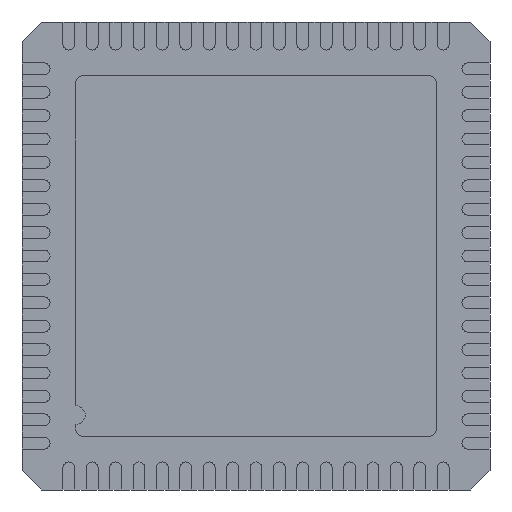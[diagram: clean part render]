
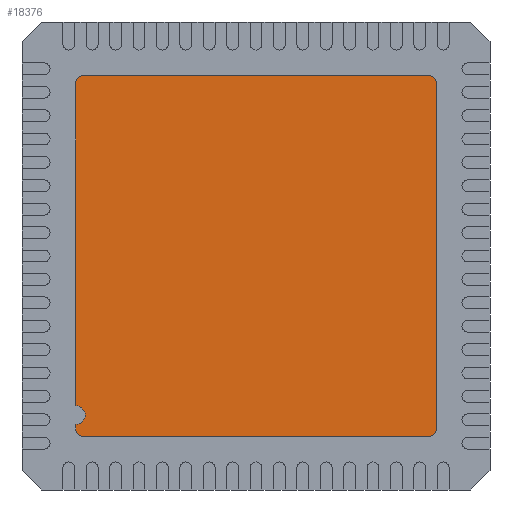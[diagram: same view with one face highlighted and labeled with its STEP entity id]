
A CAD part, front view. The second image highlights one B-rep face of the part: STEP entity #18376.
In plain terms, the highlighted planar face has unit normal (0, -1, 0).
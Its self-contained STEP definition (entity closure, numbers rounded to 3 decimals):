
#18029=CARTESIAN_POINT('',(-3.85,0.,-3.4));
#18030=DIRECTION('',(0.,1.,0.));
#18031=DIRECTION('',(0.,0.,1.));
#18032=AXIS2_PLACEMENT_3D('',#18029,#18030,#18031);
#18125=DIRECTION('',(0.,0.,1.));
#18126=VECTOR('',#18125,6.9);
#18127=CARTESIAN_POINT('',(-3.85,0.,-3.2));
#18128=LINE('',#18127,#18126);
#18132=CARTESIAN_POINT('',(-3.7,0.,3.7));
#18133=DIRECTION('',(0.,1.,0.));
#18134=DIRECTION('',(-1.,0.,0.));
#18135=AXIS2_PLACEMENT_3D('',#18132,#18133,#18134);
#18140=DIRECTION('',(1.,0.,0.));
#18141=VECTOR('',#18140,7.4);
#18142=CARTESIAN_POINT('',(-3.7,0.,3.85));
#18143=LINE('',#18142,#18141);
#18147=CARTESIAN_POINT('',(3.7,0.,3.7));
#18148=DIRECTION('',(0.,1.,0.));
#18149=DIRECTION('',(0.,0.,1.));
#18150=AXIS2_PLACEMENT_3D('',#18147,#18148,#18149);
#18155=DIRECTION('',(0.,0.,-1.));
#18156=VECTOR('',#18155,7.4);
#18157=CARTESIAN_POINT('',(3.85,0.,3.7));
#18158=LINE('',#18157,#18156);
#18162=CARTESIAN_POINT('',(3.7,0.,-3.7));
#18163=DIRECTION('',(0.,1.,0.));
#18164=DIRECTION('',(1.,0.,0.));
#18165=AXIS2_PLACEMENT_3D('',#18162,#18163,#18164);
#18170=DIRECTION('',(-1.,0.,0.));
#18171=VECTOR('',#18170,7.4);
#18172=CARTESIAN_POINT('',(3.7,0.,-3.85));
#18173=LINE('',#18172,#18171);
#18177=CARTESIAN_POINT('',(-3.7,0.,-3.7));
#18178=DIRECTION('',(0.,1.,0.));
#18179=DIRECTION('',(0.,0.,-1.));
#18180=AXIS2_PLACEMENT_3D('',#18177,#18178,#18179);
#18185=DIRECTION('',(0.,0.,1.));
#18186=VECTOR('',#18185,0.1);
#18187=CARTESIAN_POINT('',(-3.85,0.,-3.7));
#18188=LINE('',#18187,#18186);
#18241=CARTESIAN_POINT('',(-3.7,0.,3.85));
#18242=CARTESIAN_POINT('',(3.7,0.,3.85));
#18243=VERTEX_POINT('',#18241);
#18244=VERTEX_POINT('',#18242);
#18245=CARTESIAN_POINT('',(3.85,0.,3.7));
#18246=CARTESIAN_POINT('',(3.85,0.,-3.7));
#18247=VERTEX_POINT('',#18245);
#18248=VERTEX_POINT('',#18246);
#18249=CARTESIAN_POINT('',(3.7,0.,-3.85));
#18250=CARTESIAN_POINT('',(-3.7,0.,-3.85));
#18251=VERTEX_POINT('',#18249);
#18252=VERTEX_POINT('',#18250);
#18265=CARTESIAN_POINT('',(-3.85,0.,3.7));
#18266=VERTEX_POINT('',#18265);
#18267=CARTESIAN_POINT('',(-3.85,0.,-3.7));
#18268=VERTEX_POINT('',#18267);
#18273=CARTESIAN_POINT('',(-3.85,0.,-3.6));
#18275=VERTEX_POINT('',#18273);
#18277=CARTESIAN_POINT('',(-3.85,0.,-3.2));
#18279=VERTEX_POINT('',#18277);
#18352=CARTESIAN_POINT('',(0.,0.,0.));
#18353=DIRECTION('',(0.,1.,0.));
#18354=DIRECTION('',(1.,0.,0.));
#18355=AXIS2_PLACEMENT_3D('',#18352,#18353,#18354);
#18356=PLANE('',#18355);
#18357=ORIENTED_EDGE('',*,*,#18290,.F.);
#18358=ORIENTED_EDGE('',*,*,#18347,.T.);
#18360=ORIENTED_EDGE('',*,*,#18359,.T.);
#18362=ORIENTED_EDGE('',*,*,#18361,.T.);
#18364=ORIENTED_EDGE('',*,*,#18363,.T.);
#18366=ORIENTED_EDGE('',*,*,#18365,.T.);
#18368=ORIENTED_EDGE('',*,*,#18367,.T.);
#18370=ORIENTED_EDGE('',*,*,#18369,.T.);
#18372=ORIENTED_EDGE('',*,*,#18371,.T.);
#18373=ORIENTED_EDGE('',*,*,#18330,.T.);
#18374=EDGE_LOOP('',(#18357,#18358,#18360,#18362,#18364,#18366,#18368,#18370,
#18372,#18373));
#18375=FACE_OUTER_BOUND('',#18374,.F.);
#18376=ADVANCED_FACE('',(#18375),#18356,.F.);
#18033=CIRCLE('',#18032,0.2);
#18136=CIRCLE('',#18135,0.15);
#18151=CIRCLE('',#18150,0.15);
#18166=CIRCLE('',#18165,0.15);
#18181=CIRCLE('',#18180,0.15);
#18290=EDGE_CURVE('',#18279,#18275,#18033,.T.);
#18330=EDGE_CURVE('',#18268,#18275,#18188,.T.);
#18347=EDGE_CURVE('',#18279,#18266,#18128,.T.);
#18359=EDGE_CURVE('',#18266,#18243,#18136,.T.);
#18361=EDGE_CURVE('',#18243,#18244,#18143,.T.);
#18363=EDGE_CURVE('',#18244,#18247,#18151,.T.);
#18365=EDGE_CURVE('',#18247,#18248,#18158,.T.);
#18367=EDGE_CURVE('',#18248,#18251,#18166,.T.);
#18369=EDGE_CURVE('',#18251,#18252,#18173,.T.);
#18371=EDGE_CURVE('',#18252,#18268,#18181,.T.);
